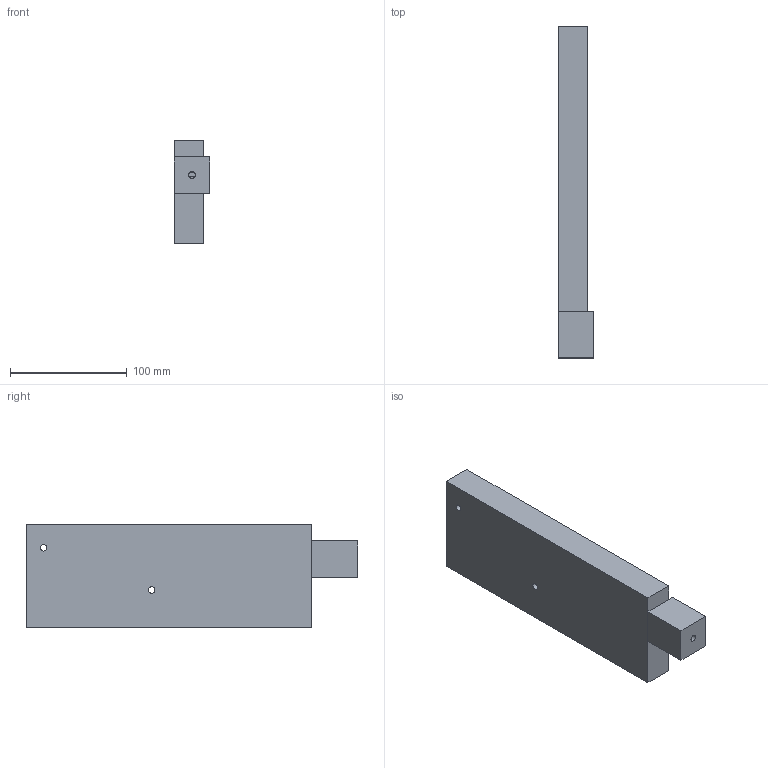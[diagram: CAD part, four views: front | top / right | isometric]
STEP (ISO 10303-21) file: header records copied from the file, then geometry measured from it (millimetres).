
FILE_DESCRIPTION(('FreeCAD Model'),'2;1');
FILE_NAME('Open CASCADE Shape Model','2024-02-26T09:16:30',(''),(''), 'Open CASCADE STEP processor 7.6','FreeCAD','Unknown');
FILE_SCHEMA(('AUTOMOTIVE_DESIGN { 1 0 10303 214 1 1 1 1 }'));
Length unit declared in the file: millimetre
Products named in the file (3): Body009; Body006; Body007
Assembly tree (2 placements, depth 2):
  Body009
    Body006
    Body007
Bounding box: 30 x 284.32 x 89 mm (x, y, z)
Volume: 307353.3 mm3; surface area: 80125.1 mm2
Topology: 2 solids, 2 shells, 60 faces, 141 edges, 95 vertices
Faces by surface type: plane 46, cylinder 14
Full cylindrical faces by diameter (mm): 3 x9, 5.5 x2, 5.7 x1, 6.04 x1, 8.04 x1
Entity records: 3626 total; most frequent: CARTESIAN_POINT 627, DIRECTION 553, LINE 341, VECTOR 341, ORIENTED_EDGE 282, PCURVE 282, DEFINITIONAL_REPRESENTATION 282, EDGE_CURVE 141
